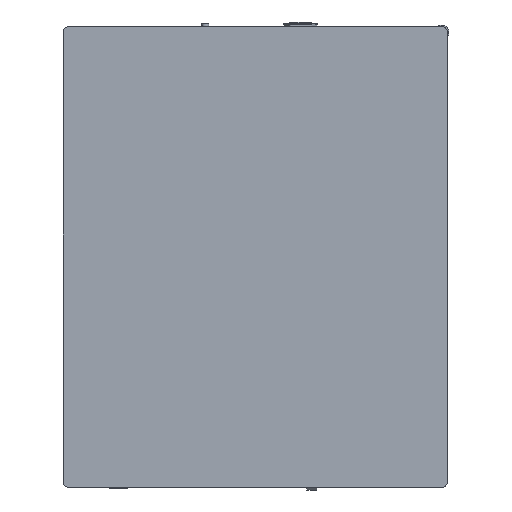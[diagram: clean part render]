
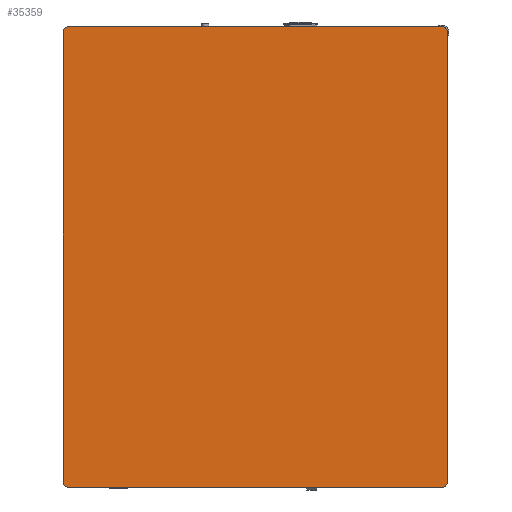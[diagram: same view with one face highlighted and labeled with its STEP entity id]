
A CAD part, top view. The second image highlights one B-rep face of the part: STEP entity #35359.
In plain terms, the highlighted planar face has unit normal (0, 0, 1).
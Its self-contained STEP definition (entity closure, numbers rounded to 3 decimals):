
#1204=CIRCLE('',#37563,8.);
#1205=CIRCLE('',#37564,8.);
#1206=CIRCLE('',#37565,8.);
#1207=CIRCLE('',#37566,8.);
#9078=ORIENTED_EDGE('',*,*,#12892,.F.);
#9079=ORIENTED_EDGE('',*,*,#12894,.T.);
#9080=ORIENTED_EDGE('',*,*,#12886,.F.);
#9081=ORIENTED_EDGE('',*,*,#12895,.T.);
#9082=ORIENTED_EDGE('',*,*,#12884,.F.);
#9083=ORIENTED_EDGE('',*,*,#12896,.T.);
#9084=ORIENTED_EDGE('',*,*,#12878,.F.);
#9085=ORIENTED_EDGE('',*,*,#12897,.T.);
#12878=EDGE_CURVE('',#15381,#15382,#18209,.T.);
#12884=EDGE_CURVE('',#15387,#15388,#18215,.T.);
#12886=EDGE_CURVE('',#15389,#15390,#18217,.T.);
#12892=EDGE_CURVE('',#15395,#15396,#18223,.T.);
#12894=EDGE_CURVE('',#15395,#15390,#1204,.F.);
#12895=EDGE_CURVE('',#15389,#15388,#1205,.F.);
#12896=EDGE_CURVE('',#15387,#15382,#1206,.F.);
#12897=EDGE_CURVE('',#15381,#15396,#1207,.F.);
#15381=VERTEX_POINT('',#54416);
#15382=VERTEX_POINT('',#54417);
#15387=VERTEX_POINT('',#54428);
#15388=VERTEX_POINT('',#54430);
#15389=VERTEX_POINT('',#54434);
#15390=VERTEX_POINT('',#54435);
#15395=VERTEX_POINT('',#54446);
#15396=VERTEX_POINT('',#54448);
#18209=LINE('',#54415,#21033);
#18215=LINE('',#54429,#21039);
#18217=LINE('',#54433,#21041);
#18223=LINE('',#54447,#21047);
#21033=VECTOR('',#44689,1000.);
#21039=VECTOR('',#44697,1000.);
#21041=VECTOR('',#44701,1000.);
#21047=VECTOR('',#44709,1000.);
#22792=EDGE_LOOP('',(#9078,#9079,#9080,#9081,#9082,#9083,#9084,#9085));
#24553=FACE_BOUND('',#22792,.T.);
#25559=PLANE('',#37562);
#35359=ADVANCED_FACE('',(#24553),#25559,.F.);
#37562=AXIS2_PLACEMENT_3D('',#54450,#44711,#44712);
#37563=AXIS2_PLACEMENT_3D('',#54451,#44713,#44714);
#37564=AXIS2_PLACEMENT_3D('',#54452,#44715,#44716);
#37565=AXIS2_PLACEMENT_3D('',#54453,#44717,#44718);
#37566=AXIS2_PLACEMENT_3D('',#54454,#44719,#44720);
#44689=DIRECTION('',(0.,1.,0.));
#44697=DIRECTION('',(1.,0.,0.));
#44701=DIRECTION('',(0.,-1.,0.));
#44709=DIRECTION('',(-1.,0.,0.));
#44711=DIRECTION('',(0.,0.,-1.));
#44712=DIRECTION('',(-1.,0.,0.));
#44713=DIRECTION('',(0.,0.,-1.));
#44714=DIRECTION('',(-1.,0.,0.));
#44715=DIRECTION('',(0.,0.,-1.));
#44716=DIRECTION('',(-1.,0.,0.));
#44717=DIRECTION('',(0.,0.,-1.));
#44718=DIRECTION('',(-1.,0.,0.));
#44719=DIRECTION('',(0.,0.,-1.));
#44720=DIRECTION('',(-1.,0.,0.));
#54415=CARTESIAN_POINT('',(-298.416,-23.593,6.));
#54416=CARTESIAN_POINT('',(-298.416,-245.701,6.));
#54417=CARTESIAN_POINT('',(-298.416,238.299,6.));
#54428=CARTESIAN_POINT('',(-290.416,246.299,6.));
#54429=CARTESIAN_POINT('',(-26.832,246.299,6.));
#54430=CARTESIAN_POINT('',(293.584,246.299,6.));
#54433=CARTESIAN_POINT('',(301.584,16.192,6.));
#54434=CARTESIAN_POINT('',(301.584,238.299,6.));
#54435=CARTESIAN_POINT('',(301.584,-245.701,6.));
#54446=CARTESIAN_POINT('',(293.584,-253.701,6.));
#54447=CARTESIAN_POINT('',(30.,-253.701,6.));
#54448=CARTESIAN_POINT('',(-290.416,-253.701,6.));
#54450=CARTESIAN_POINT('',(0.,0.,6.));
#54451=CARTESIAN_POINT('',(293.584,-245.701,6.));
#54452=CARTESIAN_POINT('',(293.584,238.299,6.));
#54453=CARTESIAN_POINT('',(-290.416,238.299,6.));
#54454=CARTESIAN_POINT('',(-290.416,-245.701,6.));
